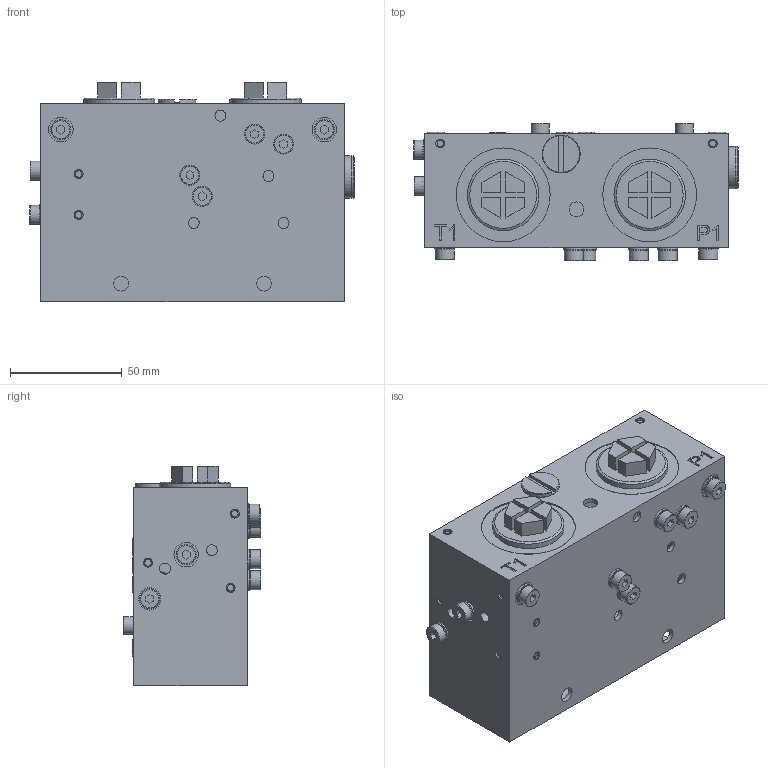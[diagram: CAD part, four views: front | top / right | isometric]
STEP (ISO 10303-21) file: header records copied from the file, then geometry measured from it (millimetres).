
FILE_DESCRIPTION(/* description */ ('Unknown'),/* implementation_level */ '2;1');
FILE_NAME(/* name */ 'AP-1610-508N-D',/* time_stamp */ '2020-12-14T13:30:48+01:00',/* author */ ('Unknown'),/* organization */ ('Unknown'),/* preprocessor_version */ 'ST-DEVELOPER v16.7',/* originating_system */ 'DEX',/* authorisation */ $);
FILE_SCHEMA (('AUTOMOTIVE_DESIGN {1 0 10303 214 3 1 1}'));
Length unit declared in the file: millimetre
Products named in the file (36): AP-1610-508N-D; AP-1610-N01-121-Q_oa_0; WT-2000-057; WW-5440-004_oa_1; WU-1505-006_oa_2; WU-4604-040_oa_3; XO-0008-026_oa_4; XO-0008-026_oa_5; WU-1505-006_oa_6; WU-1505-006_oa_7; WU-1505-006_oa_8; WU-1505-006_oa_9; WT-2601-115; AP-1630-001-002_oa_10; AP-1610-001-002-A_oa_11; WT-4015-001_oa_12; HR-0111-039_oa_13; HR-0111-037_oa_14; AP-1610-001-024-A_oa_15; WT-2600-516; WU-4604-040_oa_16; WU-4604-040_oa_17; WU-1505-006_oa_18; WU-1505-006_oa_19; WU-4208-012_oa_20; WU-4604-040_oa_21; WU-4208-012_oa_22; WU-4604-040_oa_23; WU-4604-040_oa_24; WU-4604-040_oa_25; WU-4604-040_oa_26; WS-0051-100_oa_27; WU-4604-040_oa_28; WU-4604-040_oa_29; WU-1505-006_oa_30; WU-4604-040_oa_31
Assembly tree (46 placements, depth 2):
  AP-1610-508N-D
    AP-1610-N01-121-Q_oa_0
    WT-2000-057  x8
    WW-5440-004_oa_1
    WU-1505-006_oa_2
    WU-4604-040_oa_3
    XO-0008-026_oa_4
    XO-0008-026_oa_5
    WU-1505-006_oa_6
    WU-1505-006_oa_7
    WU-1505-006_oa_8
    WU-1505-006_oa_9
    WT-2601-115
    AP-1630-001-002_oa_10
    AP-1610-001-002-A_oa_11
    WT-4015-001_oa_12
    HR-0111-039_oa_13
    HR-0111-037_oa_14
    AP-1610-001-024-A_oa_15
    WT-2600-516  x5
    WU-4604-040_oa_16
    WU-4604-040_oa_17
    WU-1505-006_oa_18
    WU-1505-006_oa_19
    WU-4208-012_oa_20
    WU-4604-040_oa_21
    WU-4208-012_oa_22
    WU-4604-040_oa_23
    WU-4604-040_oa_24
    WU-4604-040_oa_25
    WU-4604-040_oa_26
    WS-0051-100_oa_27
    WU-4604-040_oa_28
    WU-4604-040_oa_29
    WU-1505-006_oa_30
    WU-4604-040_oa_31
Bounding box: 145.5 x 61.75 x 98.1 mm (x, y, z)
Volume: 113777.9 mm3; surface area: 102284.4 mm2
Topology: 43 solids, 43 shells, 724 faces, 1448 edges, 986 vertices
Faces by surface type: plane 406, cylinder 253, torus 36, cone 21, bspline 8
Full cylindrical faces by diameter (mm): 3 x12, 3.75 x52, 4 x75, 4.134 x8, 4.917 x6, 5 x8, 5.7 x8, 6.647 x10, 7.7 x16, 7.8 x5, 8 x4, 8.5 x8, 9 x8, 10 x1, 10.95 x1, 11 x3, 11.445 x1, 13.917 x1, 15 x2, 16 x1, 17 x2, 18.8 x1, 19 x2, 21 x2, 24.117 x1, 25 x1, 26.5 x4, 32 x2, 42 x2
Entity records: 19534 total; most frequent: CARTESIAN_POINT 3018, DIRECTION 2865, ORIENTED_EDGE 1946, AXIS2_PLACEMENT_3D 1214, FACE_BOUND 1201, EDGE_LOOP 1199, EDGE_CURVE 973, VERTEX_POINT 812
